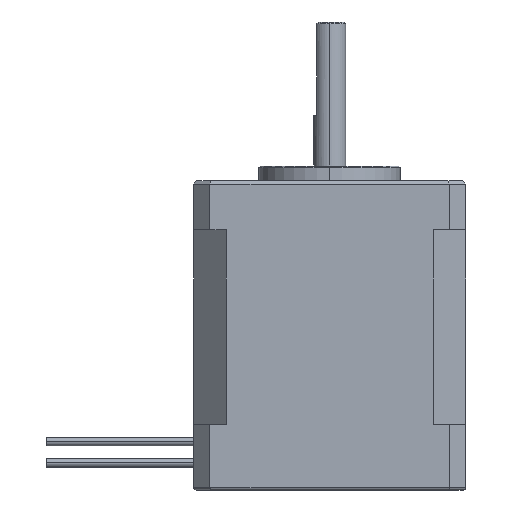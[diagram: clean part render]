
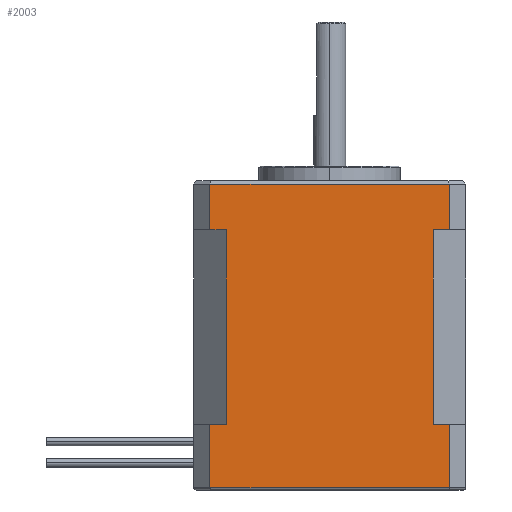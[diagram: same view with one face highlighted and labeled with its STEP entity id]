
A CAD part, left-side view. The second image highlights one B-rep face of the part: STEP entity #2003.
In plain terms, the highlighted planar face has unit normal (-1, 0, 0).
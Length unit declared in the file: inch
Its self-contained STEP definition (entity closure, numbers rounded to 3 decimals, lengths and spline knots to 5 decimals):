
#342=DIRECTION('',(0.,1.,0.));
#343=VECTOR('',#342,1.46308);
#344=CARTESIAN_POINT('',(-0.83154,-0.73154,-1.875));
#345=LINE('',#344,#343);
#346=DIRECTION('',(0.,0.,-1.));
#347=VECTOR('',#346,0.385);
#348=CARTESIAN_POINT('',(-0.83154,0.73154,-1.49));
#349=LINE('',#348,#347);
#350=DIRECTION('',(0.,-1.,0.));
#351=VECTOR('',#350,0.09899);
#352=CARTESIAN_POINT('',(-0.83154,0.73154,-1.49));
#353=LINE('',#352,#351);
#354=DIRECTION('',(0.,0.,1.));
#355=VECTOR('',#354,1.19);
#356=CARTESIAN_POINT('',(-0.83154,0.63255,-1.49));
#357=LINE('',#356,#355);
#358=DIRECTION('',(0.,-1.,0.));
#359=VECTOR('',#358,0.09899);
#360=CARTESIAN_POINT('',(-0.83154,0.73154,-0.3));
#361=LINE('',#360,#359);
#362=DIRECTION('',(0.,0.,-1.));
#363=VECTOR('',#362,0.28);
#364=CARTESIAN_POINT('',(-0.83154,0.73154,-0.02));
#365=LINE('',#364,#363);
#366=DIRECTION('',(0.,-1.,0.));
#367=VECTOR('',#366,1.46308);
#368=CARTESIAN_POINT('',(-0.83154,0.73154,-0.02));
#369=LINE('',#368,#367);
#370=DIRECTION('',(0.,-1.,0.));
#371=VECTOR('',#370,0.09899);
#372=CARTESIAN_POINT('',(-0.83154,-0.63255,-0.3));
#373=LINE('',#372,#371);
#374=DIRECTION('',(0.,0.,1.));
#375=VECTOR('',#374,1.19);
#376=CARTESIAN_POINT('',(-0.83154,-0.63255,-1.49));
#377=LINE('',#376,#375);
#378=DIRECTION('',(0.,-1.,0.));
#379=VECTOR('',#378,0.09899);
#380=CARTESIAN_POINT('',(-0.83154,-0.63255,-1.49));
#381=LINE('',#380,#379);
#702=DIRECTION('',(0.,0.,-1.));
#703=VECTOR('',#702,0.28);
#704=CARTESIAN_POINT('',(-0.83154,-0.73154,-0.02));
#705=LINE('',#704,#703);
#714=DIRECTION('',(0.,0.,-1.));
#715=VECTOR('',#714,0.385);
#716=CARTESIAN_POINT('',(-0.83154,-0.73154,-1.49));
#717=LINE('',#716,#715);
#1232=CARTESIAN_POINT('',(-0.83154,0.73154,-0.02));
#1233=CARTESIAN_POINT('',(-0.83154,-0.73154,-0.02));
#1234=VERTEX_POINT('',#1232);
#1235=VERTEX_POINT('',#1233);
#1265=CARTESIAN_POINT('',(-0.83154,0.73154,-0.3));
#1267=VERTEX_POINT('',#1265);
#1269=CARTESIAN_POINT('',(-0.83154,0.73154,-1.49));
#1271=VERTEX_POINT('',#1269);
#1272=CARTESIAN_POINT('',(-0.83154,0.63255,-0.3));
#1273=VERTEX_POINT('',#1272);
#1274=CARTESIAN_POINT('',(-0.83154,-0.63255,-0.3));
#1275=CARTESIAN_POINT('',(-0.83154,-0.73154,-0.3));
#1276=VERTEX_POINT('',#1274);
#1277=VERTEX_POINT('',#1275);
#1278=CARTESIAN_POINT('',(-0.83154,0.63255,-1.49));
#1279=VERTEX_POINT('',#1278);
#1280=CARTESIAN_POINT('',(-0.83154,-0.63255,-1.49));
#1281=VERTEX_POINT('',#1280);
#1282=CARTESIAN_POINT('',(-0.83154,-0.73154,-1.49));
#1283=VERTEX_POINT('',#1282);
#1400=CARTESIAN_POINT('',(-0.83154,0.73154,-1.875));
#1401=VERTEX_POINT('',#1400);
#1406=CARTESIAN_POINT('',(-0.83154,-0.73154,-1.875));
#1407=VERTEX_POINT('',#1406);
#1973=CARTESIAN_POINT('',(-0.83154,0.73154,0.));
#1974=DIRECTION('',(-1.,0.,0.));
#1975=DIRECTION('',(0.,-1.,0.));
#1976=AXIS2_PLACEMENT_3D('',#1973,#1974,#1975);
#1977=PLANE('',#1976);
#1979=ORIENTED_EDGE('',*,*,#1978,.T.);
#1981=ORIENTED_EDGE('',*,*,#1980,.F.);
#1983=ORIENTED_EDGE('',*,*,#1982,.T.);
#1985=ORIENTED_EDGE('',*,*,#1984,.T.);
#1987=ORIENTED_EDGE('',*,*,#1986,.F.);
#1989=ORIENTED_EDGE('',*,*,#1988,.F.);
#1990=ORIENTED_EDGE('',*,*,#1963,.T.);
#1992=ORIENTED_EDGE('',*,*,#1991,.T.);
#1994=ORIENTED_EDGE('',*,*,#1993,.F.);
#1996=ORIENTED_EDGE('',*,*,#1995,.F.);
#1998=ORIENTED_EDGE('',*,*,#1997,.T.);
#2000=ORIENTED_EDGE('',*,*,#1999,.T.);
#2001=EDGE_LOOP('',(#1979,#1981,#1983,#1985,#1987,#1989,#1990,#1992,#1994,#1996,
#1998,#2000));
#2002=FACE_OUTER_BOUND('',#2001,.F.);
#2003=ADVANCED_FACE('',(#2002),#1977,.T.);
#1963=EDGE_CURVE('',#1234,#1235,#369,.T.);
#1978=EDGE_CURVE('',#1407,#1401,#345,.T.);
#1980=EDGE_CURVE('',#1271,#1401,#349,.T.);
#1982=EDGE_CURVE('',#1271,#1279,#353,.T.);
#1984=EDGE_CURVE('',#1279,#1273,#357,.T.);
#1986=EDGE_CURVE('',#1267,#1273,#361,.T.);
#1988=EDGE_CURVE('',#1234,#1267,#365,.T.);
#1991=EDGE_CURVE('',#1235,#1277,#705,.T.);
#1993=EDGE_CURVE('',#1276,#1277,#373,.T.);
#1995=EDGE_CURVE('',#1281,#1276,#377,.T.);
#1997=EDGE_CURVE('',#1281,#1283,#381,.T.);
#1999=EDGE_CURVE('',#1283,#1407,#717,.T.);
